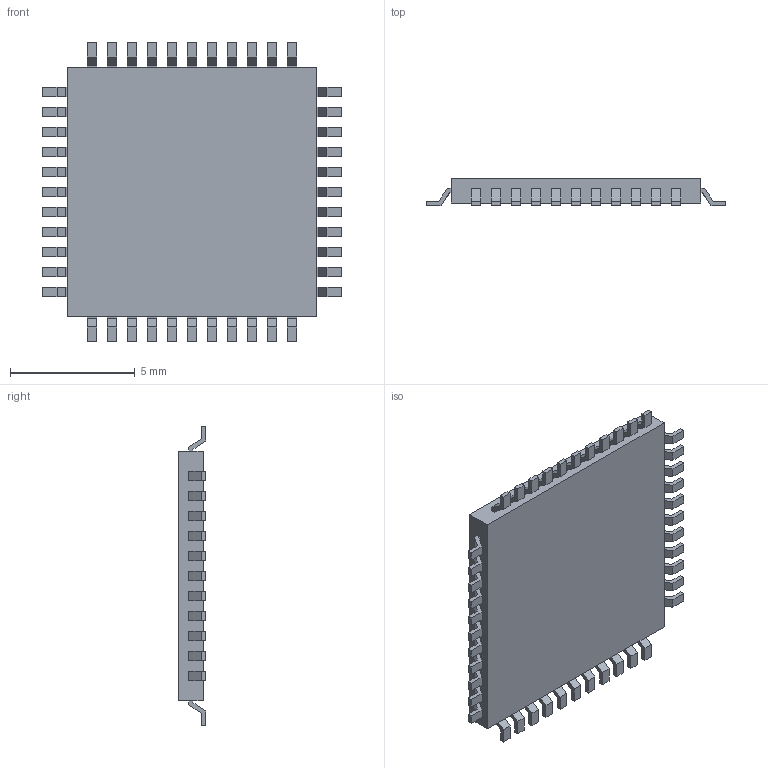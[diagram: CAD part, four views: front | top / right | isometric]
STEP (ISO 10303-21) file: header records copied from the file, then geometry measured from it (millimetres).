
FILE_DESCRIPTION(/* description */ (''),/* implementation_level */ '2;1');
FILE_NAME(/* name */ 'ATMEGA32U4-AU v1.step',/* time_stamp */ '2020-05-20T22:48:30+02:00',/* author */ (''),/* organization */ (''),/* preprocessor_version */ 'ST-DEVELOPER v18.1',/* originating_system */ 'Autodesk Translation Framework v9.3.0.1241',/* authorisation */ '');
FILE_SCHEMA (('AUTOMOTIVE_DESIGN { 1 0 10303 214 3 1 1 }'));
Length unit declared in the file: millimetre
Products named in the file (1): ATMEGA32U4-AU
Bounding box: 12 x 1.1 x 12 mm (x, y, z)
Volume: 103.5 mm3; surface area: 306.3 mm2
Topology: 45 solids, 45 shells, 446 faces, 1068 edges, 712 vertices
Faces by surface type: plane 446
Entity records: 12655 total; most frequent: CARTESIAN_POINT 2227, ORIENTED_EDGE 2136, DIRECTION 1962, LINE 1068, VECTOR 1068, EDGE_CURVE 1068, VERTEX_POINT 712, AXIS2_PLACEMENT_3D 447
